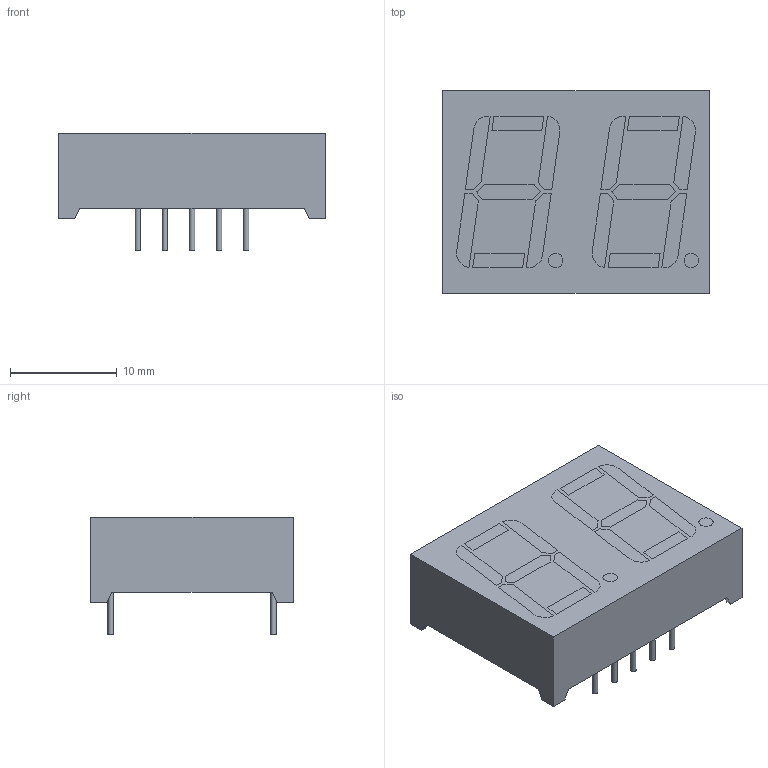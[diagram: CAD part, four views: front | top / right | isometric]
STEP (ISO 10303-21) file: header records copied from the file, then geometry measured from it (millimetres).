
FILE_DESCRIPTION(('FreeCAD Model'),'2;1');
FILE_NAME('Open CASCADE Shape Model','2025-05-18T18:59:21',(''),(''), 'Open CASCADE STEP processor 7.7','FreeCAD','Unknown');
FILE_SCHEMA(('AUTOMOTIVE_DESIGN { 1 0 10303 214 1 1 1 1 }'));
Length unit declared in the file: millimetre
Products named in the file (1): Pocket003
Bounding box: 25 x 19 x 11 mm (x, y, z)
Volume: 2909.2 mm3; surface area: 1756.6 mm2
Topology: 1 solids, 1 shells, 132 faces, 312 edges, 208 vertices
Faces by surface type: plane 112, cylinder 20
Full cylindrical faces by diameter (mm): 0.51 x10, 1.35 x2
Entity records: 8007 total; most frequent: CARTESIAN_POINT 1433, DIRECTION 1186, LINE 820, VECTOR 820, ORIENTED_EDGE 624, PCURVE 624, DEFINITIONAL_REPRESENTATION 624, EDGE_CURVE 312
